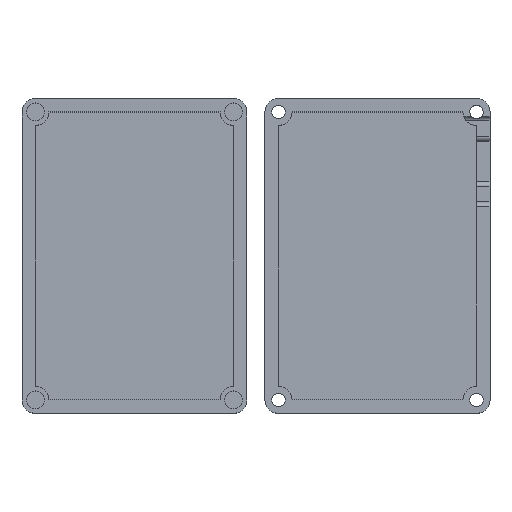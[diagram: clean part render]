
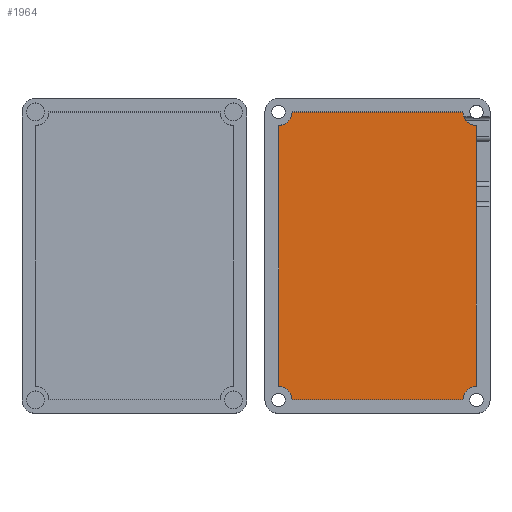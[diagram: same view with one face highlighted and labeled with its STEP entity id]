
A CAD part, top view. The second image highlights one B-rep face of the part: STEP entity #1964.
In plain terms, the highlighted planar face has unit normal (0, 0, 1).
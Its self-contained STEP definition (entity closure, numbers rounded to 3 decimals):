
#1593=CARTESIAN_POINT('',(98.,-67.,2.));
#1594=VERTEX_POINT('',#1593);
#1595=CARTESIAN_POINT('',(60.,-67.,2.));
#1596=VERTEX_POINT('',#1595);
#1597=CARTESIAN_POINT('',(98.,-67.,2.));
#1598=DIRECTION('',(-1.,-0.,0.));
#1599=VECTOR('',#1598,38.);
#1600=LINE('',#1597,#1599);
#1601=EDGE_CURVE('',#1594,#1596,#1600,.T.);
#1624=CARTESIAN_POINT('',(57.,-64.,2.));
#1625=VERTEX_POINT('',#1624);
#1626=CARTESIAN_POINT('',(57.,-6.,2.));
#1627=VERTEX_POINT('',#1626);
#1628=CARTESIAN_POINT('',(57.,-64.,2.));
#1629=DIRECTION('',(-0.,1.,0.));
#1630=VECTOR('',#1629,58.);
#1631=LINE('',#1628,#1630);
#1632=EDGE_CURVE('',#1625,#1627,#1631,.T.);
#1655=CARTESIAN_POINT('',(60.,-3.,2.));
#1656=VERTEX_POINT('',#1655);
#1657=CARTESIAN_POINT('',(98.,-3.,2.));
#1658=VERTEX_POINT('',#1657);
#1659=CARTESIAN_POINT('',(60.,-3.,2.));
#1660=DIRECTION('',(1.,0.,0.));
#1661=VECTOR('',#1660,38.);
#1662=LINE('',#1659,#1661);
#1663=EDGE_CURVE('',#1656,#1658,#1662,.T.);
#1713=CARTESIAN_POINT('',(101.,-6.,2.));
#1714=VERTEX_POINT('',#1713);
#1721=CARTESIAN_POINT('',(101.,-64.,2.));
#1722=VERTEX_POINT('',#1721);
#1723=CARTESIAN_POINT('',(101.,-6.,2.));
#1724=DIRECTION('',(0.,-1.,0.));
#1725=VECTOR('',#1724,58.);
#1726=LINE('',#1723,#1725);
#1727=EDGE_CURVE('',#1714,#1722,#1726,.T.);
#1925=CARTESIAN_POINT('',(54.,0.,2.));
#1926=DIRECTION('',(0.,0.,1.));
#1927=DIRECTION('',(1.,0.,0.));
#1928=AXIS2_PLACEMENT_3D('',#1925,#1926,#1927);
#1929=PLANE('',#1928);
#1930=ORIENTED_EDGE('',*,*,#1601,.F.);
#1931=CARTESIAN_POINT('',(101.,-67.,2.));
#1932=DIRECTION('',(-0.,-0.,-1.));
#1933=DIRECTION('',(1.,0.,-0.));
#1934=AXIS2_PLACEMENT_3D('',#1931,#1932,#1933);
#1935=CIRCLE('',#1934,3.);
#1936=EDGE_CURVE('',#1594,#1722,#1935,.T.);
#1937=ORIENTED_EDGE('',*,*,#1936,.T.);
#1938=ORIENTED_EDGE('',*,*,#1727,.F.);
#1939=CARTESIAN_POINT('',(101.,-3.,2.));
#1940=DIRECTION('',(-0.,-0.,-1.));
#1941=DIRECTION('',(1.,0.,-0.));
#1942=AXIS2_PLACEMENT_3D('',#1939,#1940,#1941);
#1943=CIRCLE('',#1942,3.);
#1944=EDGE_CURVE('',#1714,#1658,#1943,.T.);
#1945=ORIENTED_EDGE('',*,*,#1944,.T.);
#1946=ORIENTED_EDGE('',*,*,#1663,.F.);
#1947=CARTESIAN_POINT('',(57.,-3.,2.));
#1948=DIRECTION('',(-0.,-0.,-1.));
#1949=DIRECTION('',(1.,0.,-0.));
#1950=AXIS2_PLACEMENT_3D('',#1947,#1948,#1949);
#1951=CIRCLE('',#1950,3.);
#1952=EDGE_CURVE('',#1656,#1627,#1951,.T.);
#1953=ORIENTED_EDGE('',*,*,#1952,.T.);
#1954=ORIENTED_EDGE('',*,*,#1632,.F.);
#1955=CARTESIAN_POINT('',(57.,-67.,2.));
#1956=DIRECTION('',(-0.,-0.,-1.));
#1957=DIRECTION('',(1.,0.,-0.));
#1958=AXIS2_PLACEMENT_3D('',#1955,#1956,#1957);
#1959=CIRCLE('',#1958,3.);
#1960=EDGE_CURVE('',#1625,#1596,#1959,.T.);
#1961=ORIENTED_EDGE('',*,*,#1960,.T.);
#1962=EDGE_LOOP('',(#1930,#1937,#1938,#1945,#1946,#1953,#1954,#1961));
#1963=FACE_BOUND('',#1962,.T.);
#1964=ADVANCED_FACE('',(#1963),#1929,.T.);
